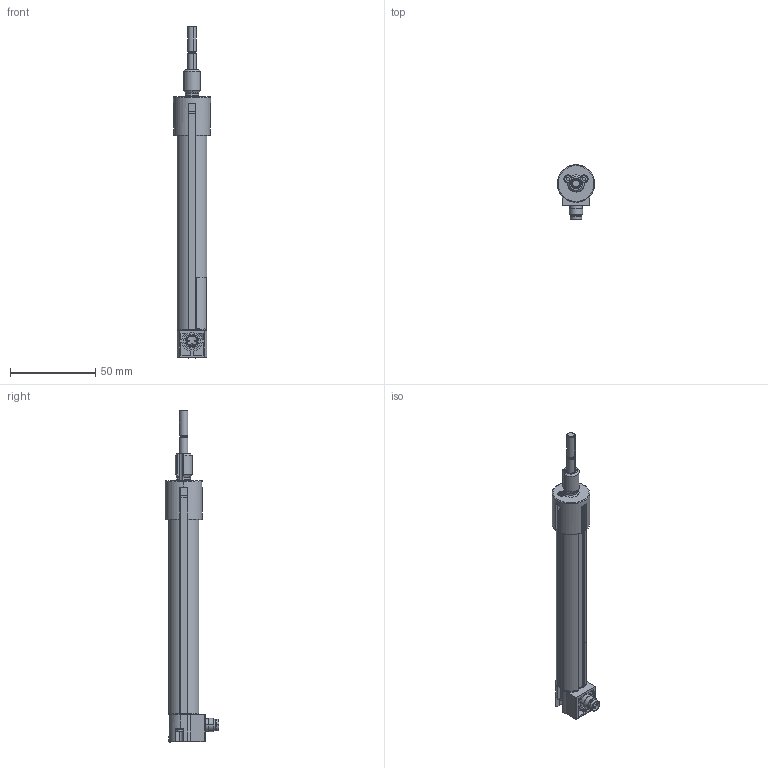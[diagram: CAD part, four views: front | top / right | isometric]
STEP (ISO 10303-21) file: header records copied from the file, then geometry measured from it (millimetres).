
FILE_DESCRIPTION (( 'STEP AP214' ), '1' );
FILE_NAME ('TEX-0100-418-002-101_retracted.STEP', '2014-07-11T08:38:42', ( 'dummy' ), ( 'Microsoft' ), 'SwSTEP 2.0', 'SolidWorks 2013', '' );
FILE_SCHEMA (( 'AUTOMOTIVE_DESIGN' ));
Length unit declared in the file: millimetre
Products named in the file (1): TEX-0100-418-002-101_retracted
Bounding box: 22 x 31.7 x 195 mm (x, y, z)
Surface area: 18045.9 mm2 (no closed solid volume)
Topology: 0 solids, 23 shells, 483 faces, 1626 edges, 1149 vertices
Faces by surface type: plane 182, cylinder 172, torus 56, bspline 42, cone 29, sphere 2
Entity records: 24275 total; most frequent: CARTESIAN_POINT 5065, DIRECTION 3017, ORIENTED_EDGE 2564, EDGE_CURVE 1624, VERTEX_POINT 1149, AXIS2_PLACEMENT_3D 1105, LINE 807, VECTOR 807
